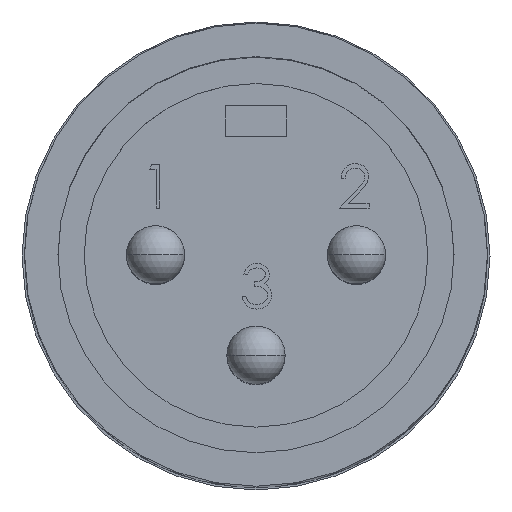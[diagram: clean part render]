
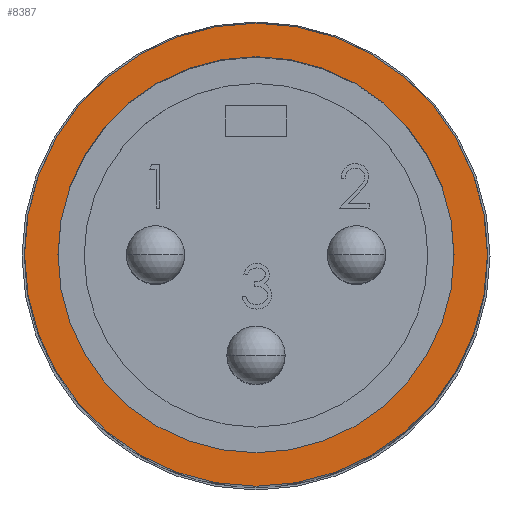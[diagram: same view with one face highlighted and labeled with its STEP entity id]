
A CAD part, top view. The second image highlights one B-rep face of the part: STEP entity #8387.
In plain terms, the highlighted planar face has unit normal (0, 0, 1).
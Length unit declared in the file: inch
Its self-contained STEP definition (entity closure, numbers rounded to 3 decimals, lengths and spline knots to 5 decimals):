
#515 = CARTESIAN_POINT ( 'NONE',  ( 0., 0., 0. ) ) ;
#577 = EDGE_CURVE ( 'NONE', #7205, #5783, #7563, .T. ) ;
#629 = CIRCLE ( 'NONE', #8728, 0.3195 ) ;
#712 = CARTESIAN_POINT ( 'NONE',  ( 0., 0., 0. ) ) ;
#829 = VERTEX_POINT ( 'NONE', #5660 ) ;
#979 = CARTESIAN_POINT ( 'NONE',  ( 0., 0., 0. ) ) ;
#1200 = DIRECTION ( 'NONE',  ( 1., 0., 0. ) ) ;
#1403 = DIRECTION ( 'NONE',  ( 0., 0., 1. ) ) ;
#1808 = CARTESIAN_POINT ( 'NONE',  ( -0.3195, 0., 0. ) ) ;
#1953 = EDGE_CURVE ( 'NONE', #5783, #7205, #3675, .T. ) ;
#1984 = CIRCLE ( 'NONE', #4720, 0.3195 ) ;
#2063 = CARTESIAN_POINT ( 'NONE',  ( -0.3735, 0., 0. ) ) ;
#2209 = CARTESIAN_POINT ( 'NONE',  ( 0.3735, 0., 0. ) ) ;
#2767 = DIRECTION ( 'NONE',  ( 1., 0., 0. ) ) ;
#3110 = DIRECTION ( 'NONE',  ( 0., 0., 1. ) ) ;
#3260 = EDGE_LOOP ( 'NONE', ( #8036, #7835 ) ) ;
#3443 = AXIS2_PLACEMENT_3D ( 'NONE', #7742, #8476, #4415 ) ;
#3675 = CIRCLE ( 'NONE', #8041, 0.3735 ) ;
#3822 = FACE_BOUND ( 'NONE', #7076, .T. ) ;
#3964 = AXIS2_PLACEMENT_3D ( 'NONE', #712, #1403, #2767 ) ;
#4415 = DIRECTION ( 'NONE',  ( 1., 0., 0. ) ) ;
#4720 = AXIS2_PLACEMENT_3D ( 'NONE', #515, #5214, #1200 ) ;
#5214 = DIRECTION ( 'NONE',  ( 0., 0., 1. ) ) ;
#5660 = CARTESIAN_POINT ( 'NONE',  ( 0.3195, 0., 0. ) ) ;
#5703 = DIRECTION ( 'NONE',  ( 0., 0., 1. ) ) ;
#5783 = VERTEX_POINT ( 'NONE', #2209 ) ;
#6391 = DIRECTION ( 'NONE',  ( 1., 0., 0. ) ) ;
#6538 = VERTEX_POINT ( 'NONE', #1808 ) ;
#6775 = ORIENTED_EDGE ( 'NONE', *, *, #6986, .F. ) ;
#6986 = EDGE_CURVE ( 'NONE', #6538, #829, #629, .T. ) ;
#7076 = EDGE_LOOP ( 'NONE', ( #7665, #6775 ) ) ;
#7133 = CARTESIAN_POINT ( 'NONE',  ( 0., 0., 0. ) ) ;
#7205 = VERTEX_POINT ( 'NONE', #2063 ) ;
#7391 = FACE_OUTER_BOUND ( 'NONE', #3260, .T. ) ;
#7563 = CIRCLE ( 'NONE', #3964, 0.3735 ) ;
#7594 = EDGE_CURVE ( 'NONE', #829, #6538, #1984, .T. ) ;
#7665 = ORIENTED_EDGE ( 'NONE', *, *, #7594, .F. ) ;
#7742 = CARTESIAN_POINT ( 'NONE',  ( 0., 0., 0. ) ) ;
#7765 = PLANE ( 'NONE',  #3443 ) ;
#7778 = DIRECTION ( 'NONE',  ( 1., 0., 0. ) ) ;
#7835 = ORIENTED_EDGE ( 'NONE', *, *, #577, .T. ) ;
#8036 = ORIENTED_EDGE ( 'NONE', *, *, #1953, .T. ) ;
#8041 = AXIS2_PLACEMENT_3D ( 'NONE', #979, #5703, #6391 ) ;
#8387 = ADVANCED_FACE ( 'NONE', ( #3822, #7391 ), #7765, .T. ) ;
#8476 = DIRECTION ( 'NONE',  ( 0., 0., 1. ) ) ;
#8728 = AXIS2_PLACEMENT_3D ( 'NONE', #7133, #3110, #7778 ) ;
